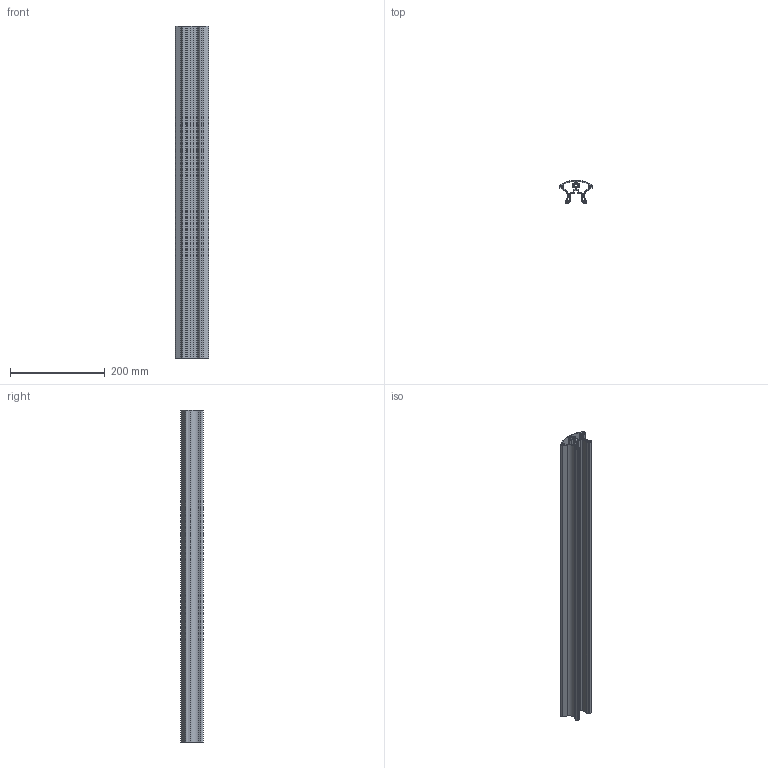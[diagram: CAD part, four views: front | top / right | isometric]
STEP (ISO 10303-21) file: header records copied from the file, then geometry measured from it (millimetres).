
FILE_DESCRIPTION(/* description */ (''),/* implementation_level */ '2;1');
FILE_NAME(/* name */ 'K8800-RI.stp',/* time_stamp */ '2017-11-30T10:25:36+01:00',/* author */ ('jange'),/* organization */ (''),/* preprocessor_version */ 'ST-DEVELOPER v17',/* originating_system */ 'Autodesk Inventor 2018',/* authorisation */ '');
FILE_SCHEMA (('AUTOMOTIVE_DESIGN { 1 0 10303 214 3 1 1 }'));
Length unit declared in the file: millimetre
Products named in the file (1): STRUT PROFILE 40X120
Bounding box: 70.49 x 48.38 x 700 mm (x, y, z)
Volume: 363401.6 mm3; surface area: 429888.1 mm2
Topology: 1 solids, 1 shells, 164 faces, 486 edges, 324 vertices
Faces by surface type: cylinder 83, plane 79, bspline 2
Entity records: 5683 total; most frequent: CARTESIAN_POINT 1077, DIRECTION 974, ORIENTED_EDGE 972, EDGE_CURVE 486, AXIS2_PLACEMENT_3D 329, VERTEX_POINT 324, LINE 316, VECTOR 316
